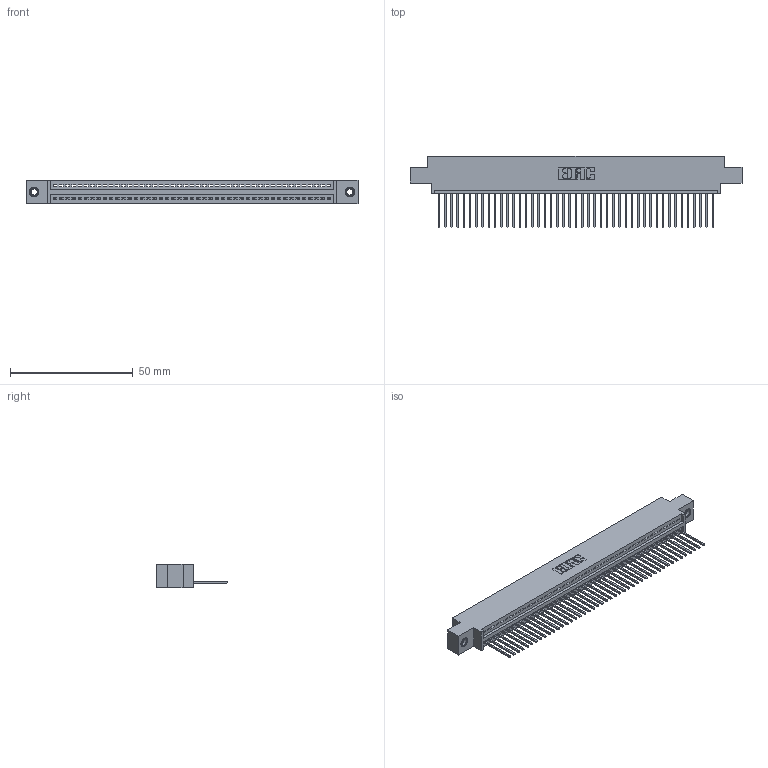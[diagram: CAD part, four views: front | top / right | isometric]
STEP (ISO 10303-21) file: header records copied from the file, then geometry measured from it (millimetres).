
FILE_DESCRIPTION (( 'STEP AP203' ), '1' );
FILE_NAME ('395-045-540-607.STEP', '2019-10-22T18:43:16', ( '' ), ( '' ), 'SwSTEP 2.0', 'SolidWorks 2016', '' );
FILE_SCHEMA (( 'CONFIG_CONTROL_DESIGN' ));
Length unit declared in the file: inch
Products named in the file (4): 395-045-540-607; 345 Part_0.170 Offset - 0.156 Dia-TI; 345-292-001_345-293-140; 345-250-001_345-250-005-103
Assembly tree (48 placements, depth 2):
  395-045-540-607
    345 Part_0.170 Offset - 0.156 Dia-TI
    345-292-001_345-293-140  x45
    345-250-001_345-250-005-103  x2
Bounding box: 135.51 x 29.13 x 9.4 mm (x, y, z)
Volume: 12829.4 mm3; surface area: 17687.5 mm2
Topology: 48 solids, 48 shells, 2800 faces, 8409 edges, 5538 vertices
Faces by surface type: plane 1916, cylinder 868, cone 12, torus 4
Entity records: 34800 total; most frequent: CARTESIAN_POINT 6010, ORIENTED_EDGE 5982, DIRECTION 5271, EDGE_CURVE 2991, LINE 2659, VECTOR 2659, VERTEX_POINT 1988, AXIS2_PLACEMENT_3D 1306
